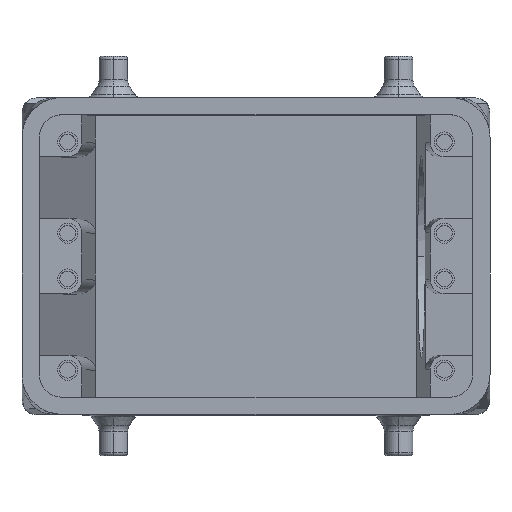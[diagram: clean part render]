
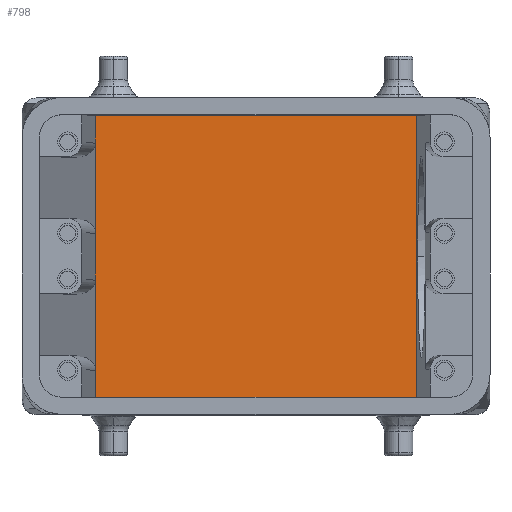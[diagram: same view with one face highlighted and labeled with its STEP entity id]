
A CAD part, top view. The second image highlights one B-rep face of the part: STEP entity #798.
In plain terms, the highlighted planar face has unit normal (0, 0, 1).
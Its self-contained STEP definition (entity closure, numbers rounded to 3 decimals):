
#429=FACE_OUTER_BOUND('',#2666,.T.);
#798=ADVANCED_FACE('',(#429),#1151,.F.);
#1151=PLANE('',#6862);
#1388=LINE('',#9310,#1959);
#1407=LINE('',#9448,#1978);
#1417=LINE('',#9556,#1988);
#1434=LINE('',#9604,#2005);
#1435=LINE('',#9606,#2006);
#1436=LINE('',#9608,#2007);
#1437=LINE('',#9610,#2008);
#1438=LINE('',#9611,#2009);
#1959=VECTOR('',#7524,1.);
#1978=VECTOR('',#7631,1.);
#1988=VECTOR('',#7651,1.);
#2005=VECTOR('',#7688,1.);
#2006=VECTOR('',#7691,1.);
#2007=VECTOR('',#7694,1.);
#2008=VECTOR('',#7695,1.);
#2009=VECTOR('',#7696,1.);
#2666=EDGE_LOOP('',(#3311,#3312,#3313,#3314,#3315,#3316,#3317,#3318));
#3311=ORIENTED_EDGE('',*,*,#5718,.F.);
#3312=ORIENTED_EDGE('',*,*,#5720,.F.);
#3313=ORIENTED_EDGE('',*,*,#5721,.F.);
#3314=ORIENTED_EDGE('',*,*,#5638,.F.);
#3315=ORIENTED_EDGE('',*,*,#5722,.F.);
#3316=ORIENTED_EDGE('',*,*,#5683,.F.);
#3317=ORIENTED_EDGE('',*,*,#5696,.F.);
#3318=ORIENTED_EDGE('',*,*,#5719,.F.);
#5002=VERTEX_POINT('',#9309);
#5003=VERTEX_POINT('',#9311);
#5031=VERTEX_POINT('',#9428);
#5033=VERTEX_POINT('',#9445);
#5043=VERTEX_POINT('',#9555);
#5056=VERTEX_POINT('',#9598);
#5058=VERTEX_POINT('',#9603);
#5059=VERTEX_POINT('',#9609);
#5638=EDGE_CURVE('',#5002,#5003,#1388,.T.);
#5683=EDGE_CURVE('',#5031,#5033,#1407,.T.);
#5696=EDGE_CURVE('',#5043,#5031,#1417,.T.);
#5718=EDGE_CURVE('',#5058,#5056,#1434,.T.);
#5719=EDGE_CURVE('',#5056,#5043,#1435,.T.);
#5720=EDGE_CURVE('',#5059,#5058,#1436,.T.);
#5721=EDGE_CURVE('',#5003,#5059,#1437,.T.);
#5722=EDGE_CURVE('',#5033,#5002,#1438,.T.);
#6862=AXIS2_PLACEMENT_3D('',#9612,#7697,#7698);
#7524=DIRECTION('',(0.,1.,0.));
#7631=DIRECTION('',(0.,1.,0.));
#7651=DIRECTION('',(0.,1.,0.));
#7688=DIRECTION('',(-1.,0.,0.));
#7691=DIRECTION('',(0.,1.,0.));
#7694=DIRECTION('',(0.,-1.,0.));
#7695=DIRECTION('',(1.,0.,0.));
#7696=DIRECTION('',(0.,1.,0.));
#7697=DIRECTION('',(0.,0.,-1.));
#7698=DIRECTION('',(-1.,0.,0.));
#9309=CARTESIAN_POINT('',(-28.132,19.9,-76.));
#9310=CARTESIAN_POINT('',(-28.132,19.9,-76.));
#9311=CARTESIAN_POINT('',(-28.132,24.75,-76.));
#9428=CARTESIAN_POINT('',(-28.132,-4.1,-76.));
#9445=CARTESIAN_POINT('',(-28.132,4.1,-76.));
#9448=CARTESIAN_POINT('',(-28.132,-4.1,-76.));
#9555=CARTESIAN_POINT('',(-28.132,-19.9,-76.));
#9556=CARTESIAN_POINT('',(-28.132,-19.9,-76.));
#9598=CARTESIAN_POINT('',(-28.132,-24.75,-76.));
#9603=CARTESIAN_POINT('',(28.132,-24.75,-76.));
#9604=CARTESIAN_POINT('',(28.132,-24.75,-76.));
#9606=CARTESIAN_POINT('',(-28.132,-24.75,-76.));
#9608=CARTESIAN_POINT('',(28.132,24.75,-76.));
#9609=CARTESIAN_POINT('',(28.132,24.75,-76.));
#9610=CARTESIAN_POINT('',(-28.132,24.75,-76.));
#9611=CARTESIAN_POINT('',(-28.132,4.1,-76.));
#9612=CARTESIAN_POINT('',(30.5,-28.,-76.));
